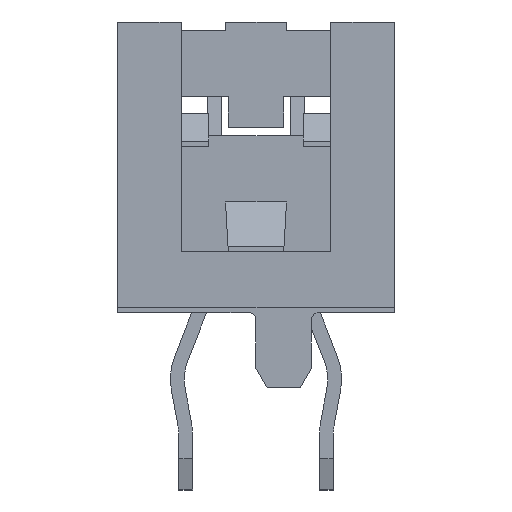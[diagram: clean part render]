
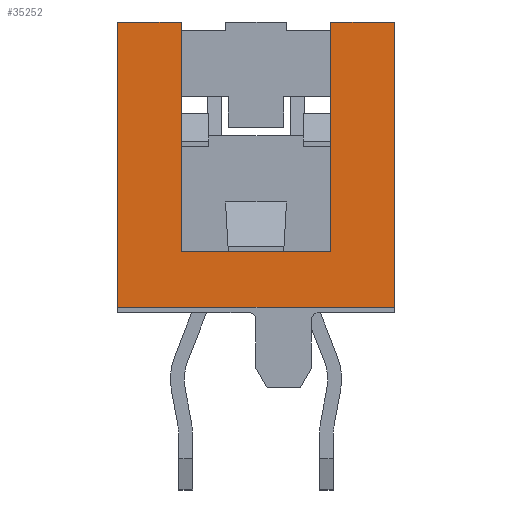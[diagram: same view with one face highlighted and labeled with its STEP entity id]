
A CAD part, left-side view. The second image highlights one B-rep face of the part: STEP entity #35252.
In plain terms, the highlighted face is planar.
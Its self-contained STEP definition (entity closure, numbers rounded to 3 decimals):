
#9294=ORIENTED_EDGE('',*,*,#15902,.F.);
#9295=ORIENTED_EDGE('',*,*,#15887,.F.);
#9296=ORIENTED_EDGE('',*,*,#15906,.T.);
#9297=ORIENTED_EDGE('',*,*,#16074,.T.);
#9298=ORIENTED_EDGE('',*,*,#16020,.F.);
#9299=ORIENTED_EDGE('',*,*,#15989,.T.);
#9300=ORIENTED_EDGE('',*,*,#16019,.T.);
#9301=ORIENTED_EDGE('',*,*,#16076,.T.);
#15887=EDGE_CURVE('',#19892,#19893,#23627,.T.);
#15902=EDGE_CURVE('',#19893,#19901,#23642,.T.);
#15906=EDGE_CURVE('',#19892,#19903,#23646,.T.);
#15989=EDGE_CURVE('',#19954,#19955,#23705,.T.);
#16019=EDGE_CURVE('',#19955,#19957,#23735,.T.);
#16020=EDGE_CURVE('',#19954,#19958,#23736,.T.);
#16074=EDGE_CURVE('',#19903,#19958,#23766,.T.);
#16076=EDGE_CURVE('',#19957,#19901,#23768,.T.);
#19892=VERTEX_POINT('',#56162);
#19893=VERTEX_POINT('',#56164);
#19901=VERTEX_POINT('',#56189);
#19903=VERTEX_POINT('',#56195);
#19954=VERTEX_POINT('',#56355);
#19955=VERTEX_POINT('',#56357);
#19957=VERTEX_POINT('',#56391);
#19958=VERTEX_POINT('',#56418);
#23627=LINE('',#56163,#27803);
#23642=LINE('',#56188,#27818);
#23646=LINE('',#56196,#27822);
#23705=LINE('',#56358,#27881);
#23735=LINE('',#56392,#27911);
#23736=LINE('',#56417,#27912);
#23766=LINE('',#56524,#27942);
#23768=LINE('',#56527,#27944);
#27803=VECTOR('',#46021,1000.);
#27818=VECTOR('',#46040,1000.);
#27822=VECTOR('',#46046,1000.);
#27881=VECTOR('',#46207,1000.);
#27911=VECTOR('',#46241,1000.);
#27912=VECTOR('',#46290,1000.);
#27942=VECTOR('',#46374,1000.);
#27944=VECTOR('',#46378,1000.);
#30478=EDGE_LOOP('',(#9294,#9295,#9296,#9297,#9298,#9299,#9300,#9301));
#32254=FACE_BOUND('',#30478,.T.);
#33550=PLANE('',#38255);
#35252=ADVANCED_FACE('',(#32254),#33550,.F.);
#38255=AXIS2_PLACEMENT_3D('',#56528,#46379,#46380);
#46021=DIRECTION('',(0.,-1.,0.));
#46040=DIRECTION('',(0.,0.,-1.));
#46046=DIRECTION('',(0.,0.,-1.));
#46207=DIRECTION('',(0.,-1.,0.));
#46241=DIRECTION('',(0.,0.,-1.));
#46290=DIRECTION('',(0.,0.,-1.));
#46374=DIRECTION('',(0.,1.,0.));
#46378=DIRECTION('',(0.,1.,0.));
#46379=DIRECTION('',(-1.,0.,0.));
#46380=DIRECTION('',(0.,0.,1.));
#56162=CARTESIAN_POINT('',(16.955,1.35,2.5));
#56163=CARTESIAN_POINT('',(16.955,1.35,2.5));
#56164=CARTESIAN_POINT('',(16.955,-1.35,2.5));
#56188=CARTESIAN_POINT('',(16.955,-1.35,-1.5));
#56189=CARTESIAN_POINT('',(16.955,-1.35,-1.65));
#56195=CARTESIAN_POINT('',(16.955,1.35,-1.65));
#56196=CARTESIAN_POINT('',(16.955,1.35,-1.5));
#56355=CARTESIAN_POINT('',(16.955,2.5,3.5));
#56357=CARTESIAN_POINT('',(16.955,-2.5,3.5));
#56358=CARTESIAN_POINT('',(16.955,2.5,3.5));
#56391=CARTESIAN_POINT('',(16.955,-2.5,-1.65));
#56392=CARTESIAN_POINT('',(16.955,-2.5,-0.3));
#56417=CARTESIAN_POINT('',(16.955,2.5,-0.3));
#56418=CARTESIAN_POINT('',(16.955,2.5,-1.65));
#56524=CARTESIAN_POINT('',(16.955,-2.5,-1.65));
#56527=CARTESIAN_POINT('',(16.955,-2.5,-1.65));
#56528=CARTESIAN_POINT('',(16.955,-2.5,-0.3));
